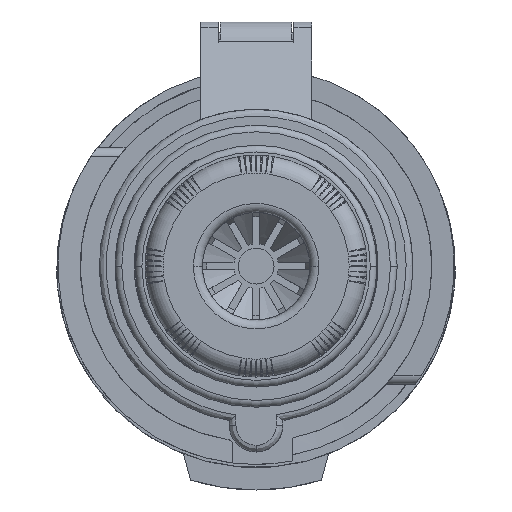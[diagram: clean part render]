
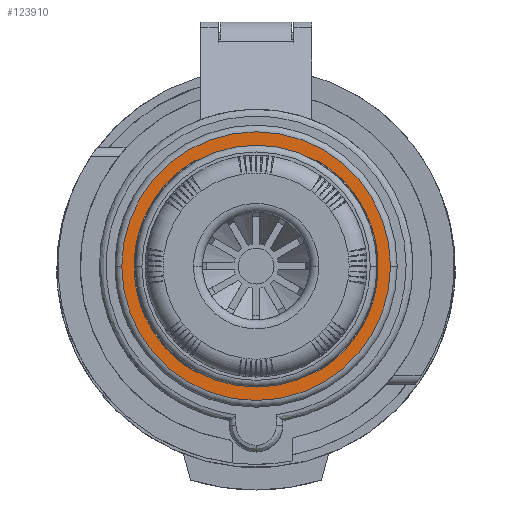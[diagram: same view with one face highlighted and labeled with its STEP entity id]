
A CAD part, front view. The second image highlights one B-rep face of the part: STEP entity #123910.
In plain terms, the highlighted face is planar.
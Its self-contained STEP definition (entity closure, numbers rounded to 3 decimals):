
#101100=CARTESIAN_POINT('',(94.114,-190.572,
-124.245));
#101110=VERTEX_POINT('',#101100);
#101200=CARTESIAN_POINT('',(34.114,-190.572,
-124.245));
#101210=VERTEX_POINT('',#101200);
#101240=CARTESIAN_POINT('',(64.114,-190.572,
-124.245));
#101250=DIRECTION('',(0.,1.,0.));
#101260=DIRECTION('',(1.,0.,0.));
#101270=AXIS2_PLACEMENT_3D('',#101240,#101250,#101260);
#101280=CIRCLE('',#101270,30.);
#101290=EDGE_CURVE('',#101210,#101110,#101280,.T.);
#123660=CARTESIAN_POINT('',(53.745,-190.572,
-115.727));
#123670=DIRECTION('',(0.,1.,0.));
#123680=DIRECTION('',(1.,0.,0.));
#123690=AXIS2_PLACEMENT_3D('',#123660,#123670,#123680);
#123700=PLANE('',#123690);
#123710=CARTESIAN_POINT('',(64.114,-190.572,
-124.245));
#123720=DIRECTION('',(0.,1.,0.));
#123730=DIRECTION('',(1.,0.,0.));
#123740=AXIS2_PLACEMENT_3D('',#123710,#123720,#123730);
#123750=CIRCLE('',#123740,27.);
#123760=CARTESIAN_POINT('',(91.114,-190.572,
-124.245));
#123770=VERTEX_POINT('',#123760);
#123780=CARTESIAN_POINT('',(37.114,-190.572,
-124.245));
#123790=VERTEX_POINT('',#123780);
#123800=EDGE_CURVE('',#123770,#123790,#123750,.T.);
#123810=ORIENTED_EDGE('',*,*,#123800,.F.);
#123820=EDGE_CURVE('',#123790,#123770,#123750,.T.);
#123830=ORIENTED_EDGE('',*,*,#123820,.F.);
#123840=EDGE_LOOP('',(#123830,#123810));
#123850=FACE_BOUND('',#123840,.T.);
#123860=EDGE_CURVE('',#101110,#101210,#101280,.T.);
#123870=ORIENTED_EDGE('',*,*,#123860,.T.);
#123880=ORIENTED_EDGE('',*,*,#101290,.T.);
#123890=EDGE_LOOP('',(#123880,#123870));
#123900=FACE_OUTER_BOUND('',#123890,.T.);
#123910=ADVANCED_FACE('',(#123850,#123900),#123700,.T.);
